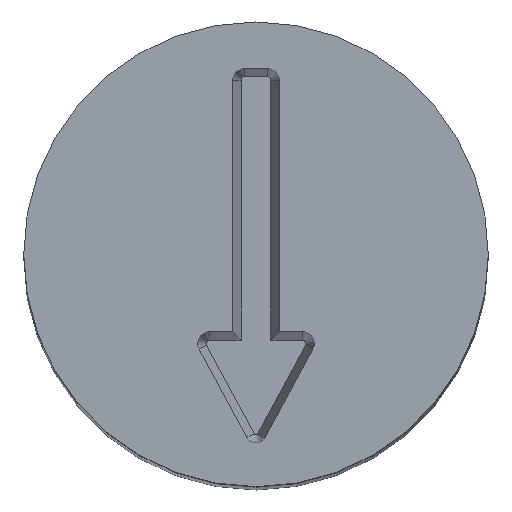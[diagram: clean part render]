
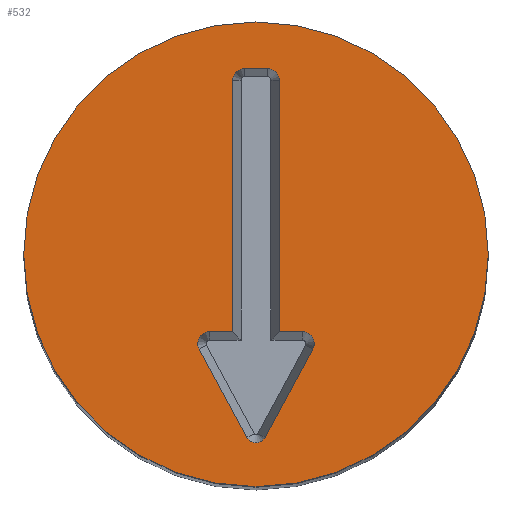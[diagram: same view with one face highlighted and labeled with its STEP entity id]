
A CAD part, top view. The second image highlights one B-rep face of the part: STEP entity #532.
In plain terms, the highlighted planar face has unit normal (0, 0, 1).
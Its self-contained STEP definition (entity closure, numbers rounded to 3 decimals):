
#30=FACE_BOUND('',#115,.T.);
#43=PLANE('',#654);
#80=FACE_OUTER_BOUND('',#114,.T.);
#114=EDGE_LOOP('',(#477));
#115=EDGE_LOOP('',(#478,#479,#480,#481,#482,#483,#484,#485,#486,#487,#488,
#489));
#130=LINE('',#917,#169);
#133=LINE('',#923,#172);
#137=LINE('',#935,#176);
#141=LINE('',#947,#180);
#145=LINE('',#959,#184);
#148=LINE('',#965,#187);
#152=LINE('',#975,#191);
#169=VECTOR('',#755,10.);
#172=VECTOR('',#760,10.);
#176=VECTOR('',#772,10.);
#180=VECTOR('',#784,10.);
#184=VECTOR('',#796,10.);
#187=VECTOR('',#801,10.);
#191=VECTOR('',#813,10.);
#216=CIRCLE('',#628,0.075);
#218=CIRCLE('',#633,0.076);
#220=CIRCLE('',#637,0.067);
#222=CIRCLE('',#641,0.076);
#224=CIRCLE('',#646,0.075);
#226=CIRCLE('',#653,1.5);
#250=VERTEX_POINT('',#908);
#251=VERTEX_POINT('',#910);
#253=VERTEX_POINT('',#916);
#255=VERTEX_POINT('',#922);
#257=VERTEX_POINT('',#928);
#259=VERTEX_POINT('',#934);
#261=VERTEX_POINT('',#940);
#263=VERTEX_POINT('',#946);
#265=VERTEX_POINT('',#952);
#267=VERTEX_POINT('',#958);
#269=VERTEX_POINT('',#964);
#271=VERTEX_POINT('',#970);
#273=VERTEX_POINT('',#983);
#308=EDGE_CURVE('',#251,#250,#216,.T.);
#311=EDGE_CURVE('',#253,#251,#130,.T.);
#314=EDGE_CURVE('',#255,#253,#133,.T.);
#317=EDGE_CURVE('',#257,#255,#218,.T.);
#320=EDGE_CURVE('',#259,#257,#137,.T.);
#323=EDGE_CURVE('',#261,#259,#220,.T.);
#326=EDGE_CURVE('',#263,#261,#141,.T.);
#329=EDGE_CURVE('',#265,#263,#222,.T.);
#332=EDGE_CURVE('',#267,#265,#145,.T.);
#335=EDGE_CURVE('',#269,#267,#148,.T.);
#338=EDGE_CURVE('',#271,#269,#224,.T.);
#341=EDGE_CURVE('',#250,#271,#152,.T.);
#344=EDGE_CURVE('',#273,#273,#226,.T.);
#477=ORIENTED_EDGE('',*,*,#344,.F.);
#478=ORIENTED_EDGE('',*,*,#308,.T.);
#479=ORIENTED_EDGE('',*,*,#341,.T.);
#480=ORIENTED_EDGE('',*,*,#338,.T.);
#481=ORIENTED_EDGE('',*,*,#335,.T.);
#482=ORIENTED_EDGE('',*,*,#332,.T.);
#483=ORIENTED_EDGE('',*,*,#329,.T.);
#484=ORIENTED_EDGE('',*,*,#326,.T.);
#485=ORIENTED_EDGE('',*,*,#323,.T.);
#486=ORIENTED_EDGE('',*,*,#320,.T.);
#487=ORIENTED_EDGE('',*,*,#317,.T.);
#488=ORIENTED_EDGE('',*,*,#314,.T.);
#489=ORIENTED_EDGE('',*,*,#311,.T.);
#532=ADVANCED_FACE('',(#80,#30),#43,.F.);
#628=AXIS2_PLACEMENT_3D('',#911,#749,#750);
#633=AXIS2_PLACEMENT_3D('',#929,#766,#767);
#637=AXIS2_PLACEMENT_3D('',#941,#778,#779);
#641=AXIS2_PLACEMENT_3D('',#953,#790,#791);
#646=AXIS2_PLACEMENT_3D('',#971,#807,#808);
#653=AXIS2_PLACEMENT_3D('',#984,#825,#826);
#654=AXIS2_PLACEMENT_3D('',#986,#828,#829);
#749=DIRECTION('center_axis',(0.,0.,-1.));
#750=DIRECTION('ref_axis',(0.,-1.,0.));
#755=DIRECTION('',(0.,1.,0.));
#760=DIRECTION('',(1.,0.,0.));
#766=DIRECTION('center_axis',(0.,0.,-1.));
#767=DIRECTION('ref_axis',(0.,-1.,0.));
#772=DIRECTION('',(-0.476,0.88,0.));
#778=DIRECTION('center_axis',(0.,0.,-1.));
#779=DIRECTION('ref_axis',(0.88,0.476,0.));
#784=DIRECTION('',(-0.476,-0.88,0.));
#790=DIRECTION('center_axis',(0.,0.,-1.));
#791=DIRECTION('ref_axis',(-0.88,0.476,0.));
#796=DIRECTION('',(1.,0.,0.));
#801=DIRECTION('',(0.,-1.,0.));
#807=DIRECTION('center_axis',(0.,0.,-1.));
#808=DIRECTION('ref_axis',(-1.,0.,0.));
#813=DIRECTION('',(1.,0.,0.));
#825=DIRECTION('center_axis',(0.,0.,-1.));
#826=DIRECTION('ref_axis',(-1.,0.,0.));
#828=DIRECTION('center_axis',(0.,0.,-1.));
#829=DIRECTION('ref_axis',(-1.,0.,0.));
#908=CARTESIAN_POINT('',(-0.075,1.2,2.));
#910=CARTESIAN_POINT('',(-0.15,1.125,2.));
#911=CARTESIAN_POINT('Origin',(-0.075,1.125,2.));
#916=CARTESIAN_POINT('',(-0.15,-0.5,2.));
#917=CARTESIAN_POINT('',(-0.15,0.563,2.));
#922=CARTESIAN_POINT('',(-0.3,-0.5,2.));
#923=CARTESIAN_POINT('',(-0.075,-0.5,2.));
#928=CARTESIAN_POINT('',(-0.367,-0.612,2.));
#929=CARTESIAN_POINT('Origin',(-0.3,-0.576,2.));
#934=CARTESIAN_POINT('',(-0.059,-1.182,2.));
#935=CARTESIAN_POINT('',(-0.453,-0.452,2.));
#940=CARTESIAN_POINT('',(0.059,-1.182,2.));
#941=CARTESIAN_POINT('Origin',(0.,-1.15,2.));
#946=CARTESIAN_POINT('',(0.367,-0.612,2.));
#947=CARTESIAN_POINT('',(0.299,-0.737,2.));
#952=CARTESIAN_POINT('',(0.3,-0.5,2.));
#953=CARTESIAN_POINT('Origin',(0.3,-0.576,2.));
#958=CARTESIAN_POINT('',(0.15,-0.5,2.));
#959=CARTESIAN_POINT('',(0.15,-0.5,2.));
#964=CARTESIAN_POINT('',(0.15,1.125,2.));
#965=CARTESIAN_POINT('',(0.15,-0.25,2.));
#970=CARTESIAN_POINT('',(0.075,1.2,2.));
#971=CARTESIAN_POINT('Origin',(0.075,1.125,2.));
#975=CARTESIAN_POINT('',(0.,1.2,2.));
#983=CARTESIAN_POINT('',(1.5,0.,2.));
#984=CARTESIAN_POINT('Origin',(0.,0.,2.));
#986=CARTESIAN_POINT('Origin',(0.,0.,2.));
